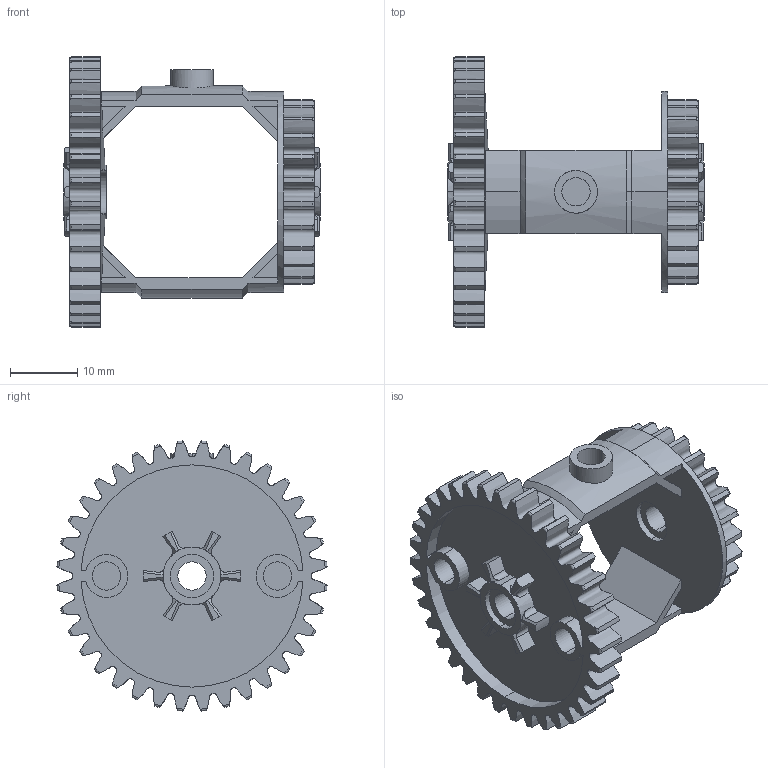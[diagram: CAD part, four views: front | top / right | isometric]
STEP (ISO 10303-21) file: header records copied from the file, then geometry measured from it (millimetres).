
FILE_DESCRIPTION (( 'STEP AP203' ), '1' );
FILE_NAME ('228-2500-245.STEP', '2015-04-27T19:34:48', ( '' ), ( '' ), 'SwSTEP 2.0', 'SolidWorks 2014', '' );
FILE_SCHEMA (( 'CONFIG_CONTROL_DESIGN' ));
Length unit declared in the file: millimetre
Products named in the file (1): 228-2500-245
Bounding box: 38.1 x 40.12 x 40.12 mm (x, y, z)
Volume: 7746.7 mm3; surface area: 8544.5 mm2
Topology: 1 solids, 1 shells, 398 faces, 1276 edges, 889 vertices
Faces by surface type: cylinder 152, plane 117, bspline 60, torus 60, cone 9
Entity records: 31598 total; most frequent: CARTESIAN_POINT 20995, ORIENTED_EDGE 2552, DIRECTION 1839, EDGE_CURVE 1276, VERTEX_POINT 889, AXIS2_PLACEMENT_3D 703, VECTOR 433, LINE 433
